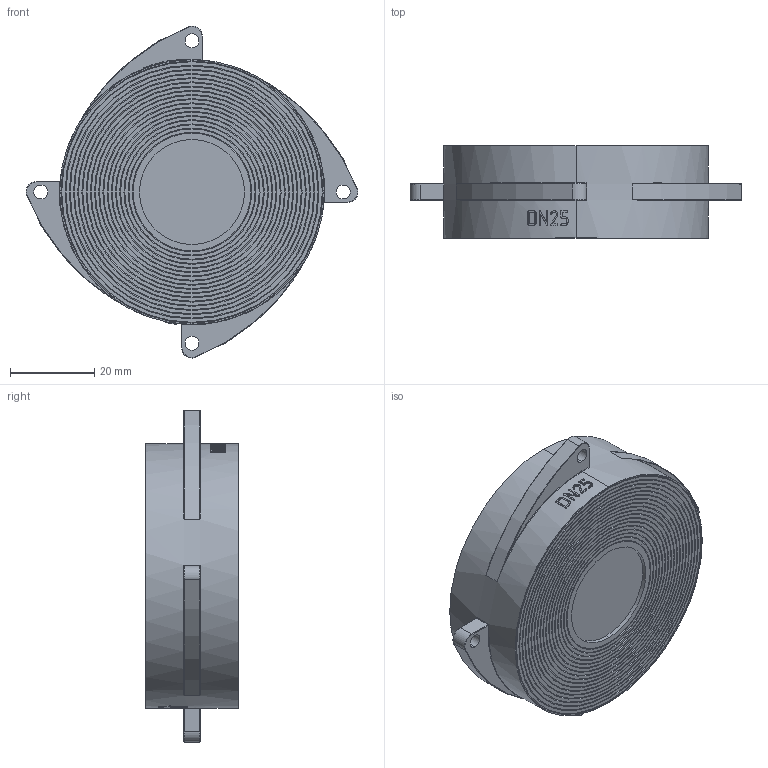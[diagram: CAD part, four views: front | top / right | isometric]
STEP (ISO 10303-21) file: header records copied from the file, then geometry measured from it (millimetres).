
FILE_DESCRIPTION (( 'STEP AP214' ), '1' );
FILE_NAME ('932-025.STEP', '2012-07-03T13:22:22', ( 'rals' ), ( 'Hewlett-Packard Company' ), 'SwSTEP 2.0', 'SolidWorks 2011', '' );
FILE_SCHEMA (( 'AUTOMOTIVE_DESIGN' ));
Length unit declared in the file: millimetre
Products named in the file (1): 932-025
Bounding box: 78.99 x 22 x 79 mm (x, y, z)
Volume: 67562.2 mm3; surface area: 12634.4 mm2
Topology: 1 solids, 1 shells, 260 faces, 615 edges, 388 vertices
Faces by surface type: torus 86, plane 74, bspline 59, cylinder 41
Entity records: 11590 total; most frequent: CARTESIAN_POINT 5826, ORIENTED_EDGE 1214, DIRECTION 1165, EDGE_CURVE 607, AXIS2_PLACEMENT_3D 538, VERTEX_POINT 388, CIRCLE 336, EDGE_LOOP 307
